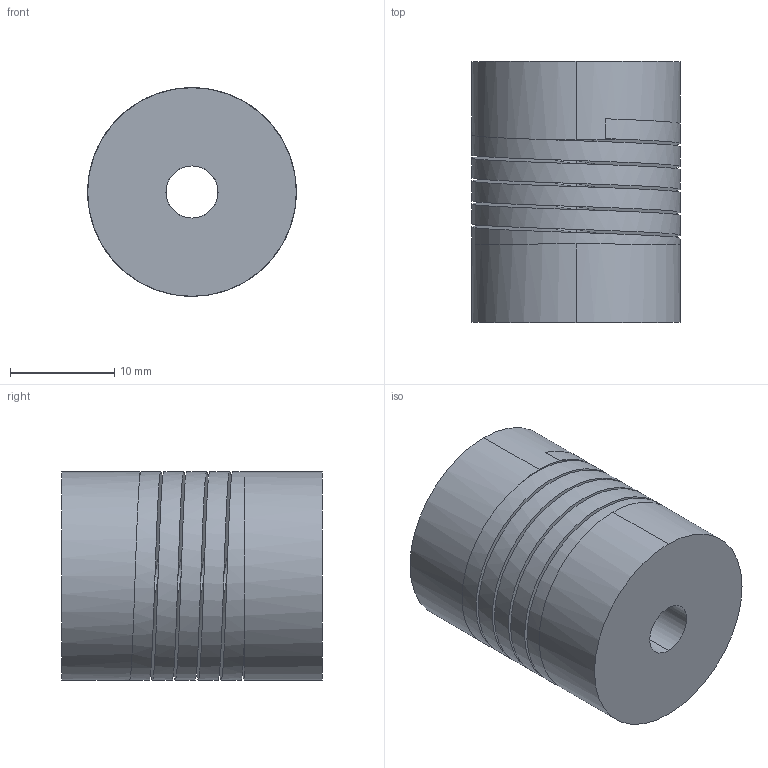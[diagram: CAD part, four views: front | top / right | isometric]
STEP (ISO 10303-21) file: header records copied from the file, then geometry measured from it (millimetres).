
FILE_DESCRIPTION (( 'STEP AP214' ), '1' );
FILE_NAME ('Z-coupling.STEP', '2015-10-19T10:48:33', ( '' ), ( '' ), 'SwSTEP 2.0', 'SolidWorks 2015', '' );
FILE_SCHEMA (( 'AUTOMOTIVE_DESIGN' ));
Length unit declared in the file: millimetre
Products named in the file (1): Z-coupling
Bounding box: 20 x 25 x 20 mm (x, y, z)
Volume: 6963.2 mm3; surface area: 5210.8 mm2
Topology: 1 solids, 1 shells, 22 faces, 62 edges, 40 vertices
Faces by surface type: cylinder 15, plane 4, bspline 3
Entity records: 1904 total; most frequent: CARTESIAN_POINT 1383, ORIENTED_EDGE 124, DIRECTION 84, EDGE_CURVE 62, VERTEX_POINT 40, AXIS2_PLACEMENT_3D 34, EDGE_LOOP 24, ADVANCED_FACE 22
